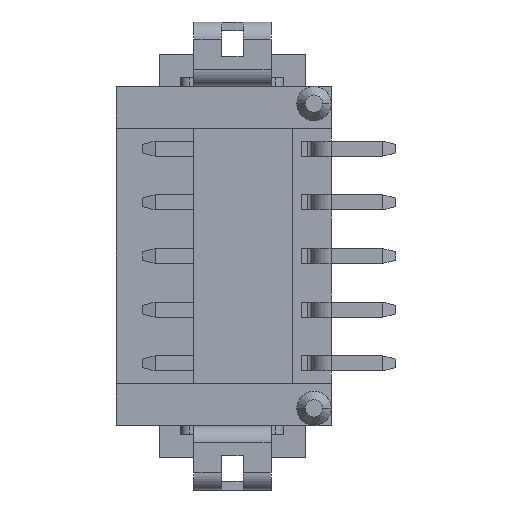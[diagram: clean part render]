
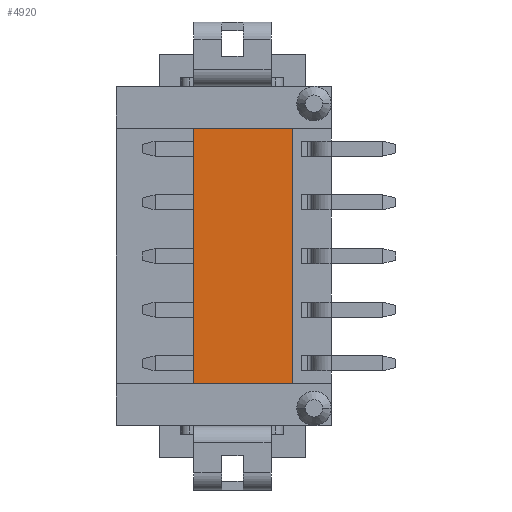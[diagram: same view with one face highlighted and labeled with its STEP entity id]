
A CAD part, left-side view. The second image highlights one B-rep face of the part: STEP entity #4920.
In plain terms, the highlighted planar face has unit normal (-1, 0, 0).
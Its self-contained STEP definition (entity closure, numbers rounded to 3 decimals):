
#4530=CARTESIAN_POINT('',(-2.217,-0.614,19.713)
);
#4540=DIRECTION('',(1.,0.,0.));
#4550=DIRECTION('',(0.,-1.,0.));
#4560=AXIS2_PLACEMENT_3D('',#4530,#4540,#4550);
#4570=PLANE('',#4560);
#4580=CARTESIAN_POINT('',(-2.217,0.,12.975));
#4590=DIRECTION('',(0.,1.,0.));
#4600=VECTOR('',#4590,1.);
#4610=LINE('',#4580,#4600);
#4620=CARTESIAN_POINT('',(-2.217,-1.33,12.975));
#4630=VERTEX_POINT('',#4620);
#4640=CARTESIAN_POINT('',(-2.217,0.97,12.975));
#4650=VERTEX_POINT('',#4640);
#4660=EDGE_CURVE('',#4630,#4650,#4610,.T.);
#4670=ORIENTED_EDGE('',*,*,#4660,.T.);
#4680=CARTESIAN_POINT('',(-2.217,-1.33,10.625));
#4690=DIRECTION('',(0.,0.,1.));
#4700=VECTOR('',#4690,1.);
#4710=LINE('',#4680,#4700);
#4720=CARTESIAN_POINT('',(-2.217,-1.33,7.025));
#4730=VERTEX_POINT('',#4720);
#4740=EDGE_CURVE('',#4730,#4630,#4710,.T.);
#4750=ORIENTED_EDGE('',*,*,#4740,.T.);
#4760=CARTESIAN_POINT('',(-2.217,0.,7.025));
#4770=DIRECTION('',(0.,1.,0.));
#4780=VECTOR('',#4770,1.);
#4790=LINE('',#4760,#4780);
#4800=CARTESIAN_POINT('',(-2.217,0.97,7.025));
#4810=VERTEX_POINT('',#4800);
#4820=EDGE_CURVE('',#4730,#4810,#4790,.T.);
#4830=ORIENTED_EDGE('',*,*,#4820,.F.);
#4840=CARTESIAN_POINT('',(-2.217,0.97,11.875));
#4850=DIRECTION('',(0.,0.,-1.));
#4860=VECTOR('',#4850,1.);
#4870=LINE('',#4840,#4860);
#4880=EDGE_CURVE('',#4650,#4810,#4870,.T.);
#4890=ORIENTED_EDGE('',*,*,#4880,.T.);
#4900=EDGE_LOOP('',(#4890,#4830,#4750,#4670));
#4910=FACE_OUTER_BOUND('',#4900,.T.);
#4920=ADVANCED_FACE('',(#4910),#4570,.F.);
